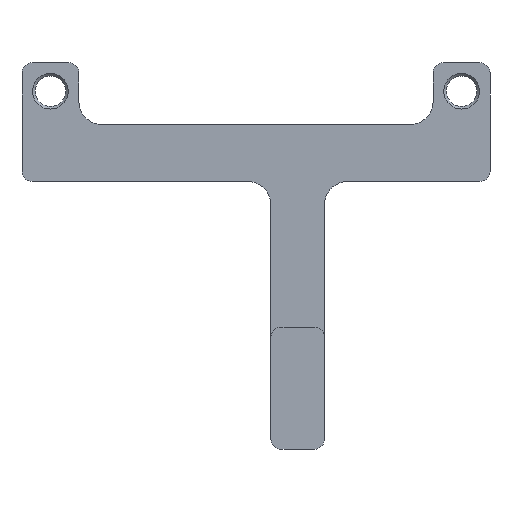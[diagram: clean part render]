
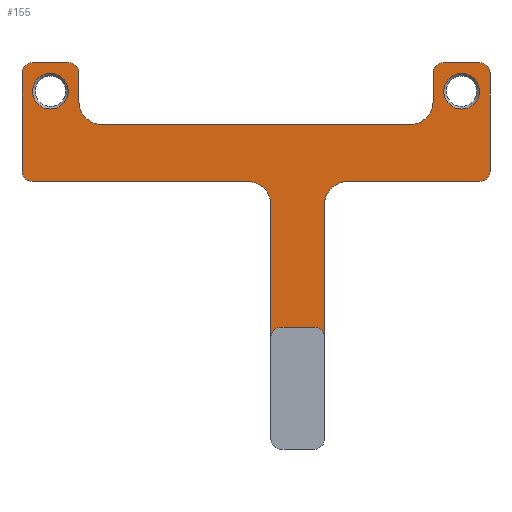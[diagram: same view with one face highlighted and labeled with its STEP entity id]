
A CAD part, front view. The second image highlights one B-rep face of the part: STEP entity #155.
In plain terms, the highlighted planar face has unit normal (0, -1, 0).
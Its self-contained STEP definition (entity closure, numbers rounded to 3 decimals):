
#69=FACE_BOUND('',#245,.T.);
#70=FACE_BOUND('',#246,.T.);
#71=FACE_BOUND('',#247,.T.);
#118=CIRCLE('',#808,2.667);
#119=CIRCLE('',#809,2.667);
#120=CIRCLE('',#810,1.5);
#121=CIRCLE('',#811,3.5);
#122=CIRCLE('',#812,3.5);
#123=CIRCLE('',#813,1.5);
#124=CIRCLE('',#814,1.5);
#125=CIRCLE('',#815,1.5);
#126=CIRCLE('',#816,3.5);
#127=CIRCLE('',#817,1.5);
#128=CIRCLE('',#818,1.5);
#129=CIRCLE('',#819,3.5);
#130=CIRCLE('',#820,1.5);
#131=CIRCLE('',#821,1.5);
#155=ADVANCED_FACE('',(#69,#70,#71),#197,.F.);
#197=PLANE('',#822);
#245=EDGE_LOOP('',(#380));
#246=EDGE_LOOP('',(#381));
#247=EDGE_LOOP('',(#382,#383,#384,#385,#386,#387,#388,#389,#390,#391,#392,
#393,#394,#395,#396,#397,#398,#399,#400,#401,#402,#403,#404,#405));
#380=ORIENTED_EDGE('',*,*,#636,.T.);
#381=ORIENTED_EDGE('',*,*,#637,.T.);
#382=ORIENTED_EDGE('',*,*,#625,.F.);
#383=ORIENTED_EDGE('',*,*,#638,.T.);
#384=ORIENTED_EDGE('',*,*,#622,.F.);
#385=ORIENTED_EDGE('',*,*,#639,.T.);
#386=ORIENTED_EDGE('',*,*,#618,.F.);
#387=ORIENTED_EDGE('',*,*,#640,.T.);
#388=ORIENTED_EDGE('',*,*,#615,.F.);
#389=ORIENTED_EDGE('',*,*,#641,.T.);
#390=ORIENTED_EDGE('',*,*,#612,.F.);
#391=ORIENTED_EDGE('',*,*,#642,.T.);
#392=ORIENTED_EDGE('',*,*,#609,.F.);
#393=ORIENTED_EDGE('',*,*,#643,.T.);
#394=ORIENTED_EDGE('',*,*,#634,.F.);
#395=ORIENTED_EDGE('',*,*,#644,.T.);
#396=ORIENTED_EDGE('',*,*,#605,.F.);
#397=ORIENTED_EDGE('',*,*,#645,.T.);
#398=ORIENTED_EDGE('',*,*,#558,.F.);
#399=ORIENTED_EDGE('',*,*,#646,.T.);
#400=ORIENTED_EDGE('',*,*,#600,.F.);
#401=ORIENTED_EDGE('',*,*,#647,.T.);
#402=ORIENTED_EDGE('',*,*,#630,.F.);
#403=ORIENTED_EDGE('',*,*,#648,.T.);
#404=ORIENTED_EDGE('',*,*,#627,.F.);
#405=ORIENTED_EDGE('',*,*,#649,.T.);
#486=VERTEX_POINT('',#1089);
#487=VERTEX_POINT('',#1090);
#524=VERTEX_POINT('',#1172);
#525=VERTEX_POINT('',#1174);
#528=VERTEX_POINT('',#1183);
#529=VERTEX_POINT('',#1184);
#530=VERTEX_POINT('',#1190);
#531=VERTEX_POINT('',#1191);
#532=VERTEX_POINT('',#1196);
#533=VERTEX_POINT('',#1197);
#534=VERTEX_POINT('',#1202);
#535=VERTEX_POINT('',#1203);
#536=VERTEX_POINT('',#1208);
#537=VERTEX_POINT('',#1209);
#538=VERTEX_POINT('',#1214);
#539=VERTEX_POINT('',#1216);
#540=VERTEX_POINT('',#1220);
#541=VERTEX_POINT('',#1222);
#542=VERTEX_POINT('',#1226);
#543=VERTEX_POINT('',#1227);
#544=VERTEX_POINT('',#1232);
#545=VERTEX_POINT('',#1233);
#546=VERTEX_POINT('',#1238);
#547=VERTEX_POINT('',#1240);
#548=VERTEX_POINT('',#1244);
#549=VERTEX_POINT('',#1246);
#558=EDGE_CURVE('',#486,#487,#658,.T.);
#600=EDGE_CURVE('',#524,#525,#680,.T.);
#605=EDGE_CURVE('',#528,#529,#683,.T.);
#609=EDGE_CURVE('',#530,#531,#687,.T.);
#612=EDGE_CURVE('',#532,#533,#690,.T.);
#615=EDGE_CURVE('',#534,#535,#693,.T.);
#618=EDGE_CURVE('',#536,#537,#696,.T.);
#622=EDGE_CURVE('',#538,#539,#700,.T.);
#625=EDGE_CURVE('',#540,#541,#703,.T.);
#627=EDGE_CURVE('',#542,#543,#705,.T.);
#630=EDGE_CURVE('',#544,#545,#708,.T.);
#634=EDGE_CURVE('',#546,#547,#712,.T.);
#636=EDGE_CURVE('',#548,#548,#118,.T.);
#637=EDGE_CURVE('',#549,#549,#119,.T.);
#638=EDGE_CURVE('',#540,#539,#120,.T.);
#639=EDGE_CURVE('',#538,#537,#121,.T.);
#640=EDGE_CURVE('',#536,#535,#122,.T.);
#641=EDGE_CURVE('',#534,#533,#123,.T.);
#642=EDGE_CURVE('',#532,#531,#124,.T.);
#643=EDGE_CURVE('',#530,#547,#125,.T.);
#644=EDGE_CURVE('',#546,#529,#126,.T.);
#645=EDGE_CURVE('',#528,#487,#127,.T.);
#646=EDGE_CURVE('',#486,#525,#128,.T.);
#647=EDGE_CURVE('',#524,#545,#129,.T.);
#648=EDGE_CURVE('',#544,#543,#130,.T.);
#649=EDGE_CURVE('',#542,#541,#131,.T.);
#658=LINE('',#1088,#714);
#680=LINE('',#1173,#736);
#683=LINE('',#1182,#739);
#687=LINE('',#1189,#743);
#690=LINE('',#1195,#746);
#693=LINE('',#1201,#749);
#696=LINE('',#1207,#752);
#700=LINE('',#1215,#756);
#703=LINE('',#1221,#759);
#705=LINE('',#1225,#761);
#708=LINE('',#1231,#764);
#712=LINE('',#1239,#768);
#714=VECTOR('',#859,1.);
#736=VECTOR('',#929,1.);
#739=VECTOR('',#938,1.);
#743=VECTOR('',#944,1.);
#746=VECTOR('',#949,1.);
#749=VECTOR('',#954,1.);
#752=VECTOR('',#959,1.);
#756=VECTOR('',#965,1.);
#759=VECTOR('',#970,1.);
#761=VECTOR('',#974,1.);
#764=VECTOR('',#979,1.);
#768=VECTOR('',#985,1.);
#808=AXIS2_PLACEMENT_3D('',#1243,#989,#990);
#809=AXIS2_PLACEMENT_3D('',#1245,#991,#992);
#810=AXIS2_PLACEMENT_3D('',#1247,#993,#994);
#811=AXIS2_PLACEMENT_3D('',#1248,#995,#996);
#812=AXIS2_PLACEMENT_3D('',#1249,#997,#998);
#813=AXIS2_PLACEMENT_3D('',#1250,#999,#1000);
#814=AXIS2_PLACEMENT_3D('',#1251,#1001,#1002);
#815=AXIS2_PLACEMENT_3D('',#1252,#1003,#1004);
#816=AXIS2_PLACEMENT_3D('',#1253,#1005,#1006);
#817=AXIS2_PLACEMENT_3D('',#1254,#1007,#1008);
#818=AXIS2_PLACEMENT_3D('',#1255,#1009,#1010);
#819=AXIS2_PLACEMENT_3D('',#1256,#1011,#1012);
#820=AXIS2_PLACEMENT_3D('',#1257,#1013,#1014);
#821=AXIS2_PLACEMENT_3D('',#1258,#1015,#1016);
#822=AXIS2_PLACEMENT_3D('',#1259,#1017,#1018);
#859=DIRECTION('',(-1.,0.,0.));
#929=DIRECTION('',(0.,0.,-1.));
#938=DIRECTION('',(0.,0.,1.));
#944=DIRECTION('',(0.,0.,1.));
#949=DIRECTION('',(1.,0.,0.));
#954=DIRECTION('',(0.,0.,-1.));
#959=DIRECTION('',(1.,0.,0.));
#965=DIRECTION('',(0.,0.,1.));
#970=DIRECTION('',(1.,0.,0.));
#974=DIRECTION('',(0.,0.,-1.));
#979=DIRECTION('',(-1.,0.,0.));
#985=DIRECTION('',(-1.,0.,0.));
#989=DIRECTION('',(0.,1.,0.));
#990=DIRECTION('',(0.,0.,1.));
#991=DIRECTION('',(0.,1.,0.));
#992=DIRECTION('',(0.,0.,1.));
#993=DIRECTION('',(0.,-1.,0.));
#994=DIRECTION('',(0.,0.,1.));
#995=DIRECTION('',(0.,1.,0.));
#996=DIRECTION('',(0.,0.,1.));
#997=DIRECTION('',(0.,1.,0.));
#998=DIRECTION('',(0.,0.,1.));
#999=DIRECTION('',(0.,-1.,0.));
#1000=DIRECTION('',(0.,0.,1.));
#1001=DIRECTION('',(0.,-1.,0.));
#1002=DIRECTION('',(0.,0.,1.));
#1003=DIRECTION('',(0.,-1.,0.));
#1004=DIRECTION('',(0.,0.,1.));
#1005=DIRECTION('',(0.,1.,0.));
#1006=DIRECTION('',(0.,0.,1.));
#1007=DIRECTION('',(0.,1.,0.));
#1008=DIRECTION('',(0.,0.,1.));
#1009=DIRECTION('',(0.,1.,0.));
#1010=DIRECTION('',(0.,0.,1.));
#1011=DIRECTION('',(0.,1.,0.));
#1012=DIRECTION('',(0.,0.,1.));
#1013=DIRECTION('',(0.,-1.,0.));
#1014=DIRECTION('',(0.,0.,1.));
#1015=DIRECTION('',(0.,-1.,0.));
#1016=DIRECTION('',(0.,0.,1.));
#1017=DIRECTION('',(0.,1.,0.));
#1018=DIRECTION('',(0.,0.,1.));
#1088=CARTESIAN_POINT('',(10.235,8.175,-88.11));
#1089=CARTESIAN_POINT('',(8.735,8.175,-88.11));
#1090=CARTESIAN_POINT('',(3.735,8.175,-88.11));
#1172=CARTESIAN_POINT('',(10.235,8.175,-69.8));
#1173=CARTESIAN_POINT('',(10.235,8.175,-66.3));
#1174=CARTESIAN_POINT('',(10.235,8.175,-89.61));
#1182=CARTESIAN_POINT('',(2.235,8.175,-106.334));
#1183=CARTESIAN_POINT('',(2.235,8.175,-89.61));
#1184=CARTESIAN_POINT('',(2.235,8.175,-69.8));
#1189=CARTESIAN_POINT('',(-35.,8.175,-66.3));
#1190=CARTESIAN_POINT('',(-35.,8.175,-64.8));
#1191=CARTESIAN_POINT('',(-35.,8.175,-50.05));
#1195=CARTESIAN_POINT('',(-35.,8.175,-48.55));
#1196=CARTESIAN_POINT('',(-33.5,8.175,-48.55));
#1197=CARTESIAN_POINT('',(-28.,8.175,-48.55));
#1201=CARTESIAN_POINT('',(-26.5,8.175,-48.55));
#1202=CARTESIAN_POINT('',(-26.5,8.175,-50.05));
#1203=CARTESIAN_POINT('',(-26.5,8.175,-54.3));
#1207=CARTESIAN_POINT('',(-26.5,8.175,-57.8));
#1208=CARTESIAN_POINT('',(-23.,8.175,-57.8));
#1209=CARTESIAN_POINT('',(23.,8.175,-57.8));
#1214=CARTESIAN_POINT('',(26.5,8.175,-54.3));
#1215=CARTESIAN_POINT('',(26.5,8.175,-57.8));
#1216=CARTESIAN_POINT('',(26.5,8.175,-50.05));
#1220=CARTESIAN_POINT('',(28.,8.175,-48.55));
#1221=CARTESIAN_POINT('',(26.5,8.175,-48.55));
#1222=CARTESIAN_POINT('',(33.5,8.175,-48.55));
#1225=CARTESIAN_POINT('',(35.,8.175,-48.55));
#1226=CARTESIAN_POINT('',(35.,8.175,-50.05));
#1227=CARTESIAN_POINT('',(35.,8.175,-64.8));
#1231=CARTESIAN_POINT('',(35.,8.175,-66.3));
#1232=CARTESIAN_POINT('',(33.5,8.175,-66.3));
#1233=CARTESIAN_POINT('',(13.735,8.175,-66.3));
#1238=CARTESIAN_POINT('',(-1.265,8.175,-66.3));
#1239=CARTESIAN_POINT('',(2.235,8.175,-66.3));
#1240=CARTESIAN_POINT('',(-33.5,8.175,-66.3));
#1243=CARTESIAN_POINT('',(-30.75,8.175,-52.8));
#1244=CARTESIAN_POINT('',(-30.75,8.175,-50.133));
#1245=CARTESIAN_POINT('',(30.75,8.175,-52.8));
#1246=CARTESIAN_POINT('',(30.75,8.175,-50.133));
#1247=CARTESIAN_POINT('',(28.,8.175,-50.05));
#1248=CARTESIAN_POINT('',(23.,8.175,-54.3));
#1249=CARTESIAN_POINT('',(-23.,8.175,-54.3));
#1250=CARTESIAN_POINT('',(-28.,8.175,-50.05));
#1251=CARTESIAN_POINT('',(-33.5,8.175,-50.05));
#1252=CARTESIAN_POINT('',(-33.5,8.175,-64.8));
#1253=CARTESIAN_POINT('',(-1.265,8.175,-69.8));
#1254=CARTESIAN_POINT('',(3.735,8.175,-89.61));
#1255=CARTESIAN_POINT('',(8.735,8.175,-89.61));
#1256=CARTESIAN_POINT('',(13.735,8.175,-69.8));
#1257=CARTESIAN_POINT('',(33.5,8.175,-64.8));
#1258=CARTESIAN_POINT('',(33.5,8.175,-50.05));
#1259=CARTESIAN_POINT('',(0.,8.175,0.));
